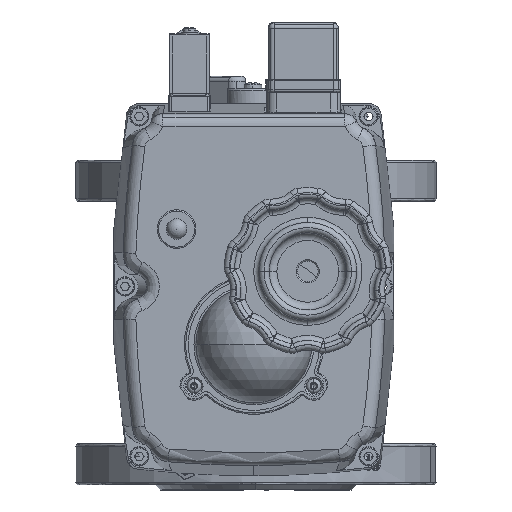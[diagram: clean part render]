
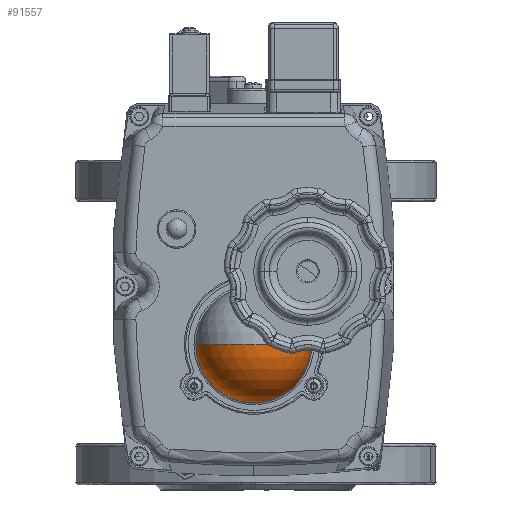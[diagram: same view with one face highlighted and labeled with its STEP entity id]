
A CAD part, left-side view. The second image highlights one B-rep face of the part: STEP entity #91557.
In plain terms, the highlighted spherical face has radius 22.5 mm.
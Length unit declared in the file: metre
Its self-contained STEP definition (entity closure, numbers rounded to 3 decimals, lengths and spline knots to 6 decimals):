
#1513 = DIRECTION ( 'NONE',  ( 0., -1., 0. ) ) ;
#9601 = DIRECTION ( 'NONE',  ( 1., 0., 0. ) ) ;
#12421 = ORIENTED_EDGE ( 'NONE', *, *, #130700, .T. ) ;
#15129 = CARTESIAN_POINT ( 'NONE',  ( -0.208279, -0.007562, 0.149908 ) ) ;
#16528 = DIRECTION ( 'NONE',  ( -1., 0., 0. ) ) ;
#17247 = DIRECTION ( 'NONE',  ( 0., 0., -1. ) ) ;
#30273 = DIRECTION ( 'NONE',  ( 1., 0., 0. ) ) ;
#39819 = CARTESIAN_POINT ( 'NONE',  ( -0.208279, -0.007562, 0.149908 ) ) ;
#40524 = DIRECTION ( 'NONE',  ( 0., 0., 1. ) ) ;
#41350 = ORIENTED_EDGE ( 'NONE', *, *, #128834, .F. ) ;
#42242 = ORIENTED_EDGE ( 'NONE', *, *, #124841, .F. ) ;
#42601 = AXIS2_PLACEMENT_3D ( 'NONE', #66674, #110210, #1513 ) ;
#43602 = AXIS2_PLACEMENT_3D ( 'NONE', #15129, #17247, #16528 ) ;
#48484 = CARTESIAN_POINT ( 'NONE',  ( -0.230779, -0.007562, 0.149908 ) ) ;
#49711 = DIRECTION ( 'NONE',  ( 0., 1., 0. ) ) ;
#53326 = DIRECTION ( 'NONE',  ( 0., 1., 0. ) ) ;
#64078 = CARTESIAN_POINT ( 'NONE',  ( -0.209051, -0.007562, 0.149908 ) ) ;
#66674 = CARTESIAN_POINT ( 'NONE',  ( -0.208279, -0.007562, 0.149908 ) ) ;
#67065 = EDGE_LOOP ( 'NONE', ( #42242, #118618, #41350, #12421 ) ) ;
#71366 = DIRECTION ( 'NONE',  ( 0., -1., 0. ) ) ;
#73730 = VERTEX_POINT ( 'NONE', #48484 ) ;
#77071 = AXIS2_PLACEMENT_3D ( 'NONE', #39819, #40524, #71366 ) ;
#77344 = CARTESIAN_POINT ( 'NONE',  ( -0.209051, -0.030048, 0.149908 ) ) ;
#79414 = FACE_OUTER_BOUND ( 'NONE', #67065, .T. ) ;
#83911 = VERTEX_POINT ( 'NONE', #77344 ) ;
#91557 = ADVANCED_FACE ( 'NONE', ( #79414 ), #99534, .T. ) ;
#97120 = CARTESIAN_POINT ( 'NONE',  ( -0.209051, -0.007562, 0.127421 ) ) ;
#97351 = CIRCLE ( 'NONE', #136252, 0.022487 ) ;
#98308 = CARTESIAN_POINT ( 'NONE',  ( -0.209051, 0.014925, 0.149908 ) ) ;
#98569 = EDGE_CURVE ( 'NONE', #105906, #138219, #97351, .T. ) ;
#99534 = SPHERICAL_SURFACE ( 'NONE', #42601, 0.0225 ) ;
#105271 = CIRCLE ( 'NONE', #43602, 0.0225 ) ;
#105906 = VERTEX_POINT ( 'NONE', #97120 ) ;
#110210 = DIRECTION ( 'NONE',  ( 0., 0., 1. ) ) ;
#113936 = CIRCLE ( 'NONE', #118459, 0.022487 ) ;
#118459 = AXIS2_PLACEMENT_3D ( 'NONE', #128400, #30273, #49711 ) ;
#118618 = ORIENTED_EDGE ( 'NONE', *, *, #98569, .F. ) ;
#124841 = EDGE_CURVE ( 'NONE', #138219, #73730, #138788, .T. ) ;
#128400 = CARTESIAN_POINT ( 'NONE',  ( -0.209051, -0.007562, 0.149908 ) ) ;
#128834 = EDGE_CURVE ( 'NONE', #83911, #105906, #113936, .T. ) ;
#130700 = EDGE_CURVE ( 'NONE', #83911, #73730, #105271, .T. ) ;
#136252 = AXIS2_PLACEMENT_3D ( 'NONE', #64078, #9601, #53326 ) ;
#138219 = VERTEX_POINT ( 'NONE', #98308 ) ;
#138788 = CIRCLE ( 'NONE', #77071, 0.0225 ) ;
